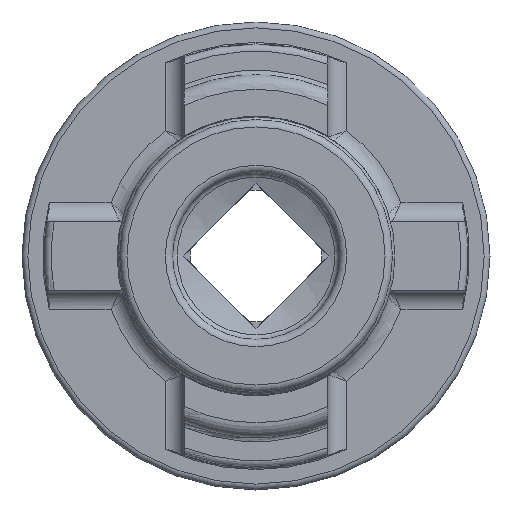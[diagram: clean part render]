
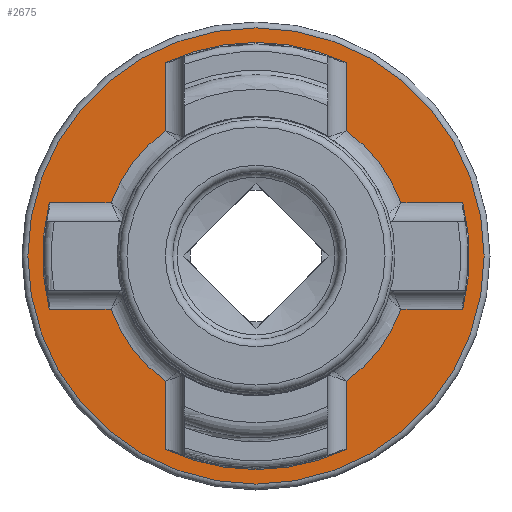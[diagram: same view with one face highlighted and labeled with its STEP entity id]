
A CAD part, left-side view. The second image highlights one B-rep face of the part: STEP entity #2675.
In plain terms, the highlighted planar face has unit normal (-1, 0, 0).
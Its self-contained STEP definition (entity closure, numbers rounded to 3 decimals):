
#20 = ORIENTED_EDGE ( 'NONE', *, *, #164, .T. ) ;
#31 = CARTESIAN_POINT ( 'NONE',  ( 23.8, 6.2, -13.218 ) ) ;
#37 = AXIS2_PLACEMENT_3D ( 'NONE', #3166, #3579, #417 ) ;
#55 = ORIENTED_EDGE ( 'NONE', *, *, #531, .T. ) ;
#60 = DIRECTION ( 'NONE',  ( 0., 0., 1. ) ) ;
#68 = CIRCLE ( 'NONE', #4946, 14.6 ) ;
#75 = CARTESIAN_POINT ( 'NONE',  ( 23.8, -14.136, 3.65 ) ) ;
#104 = DIRECTION ( 'NONE',  ( -1., 0., 0. ) ) ;
#111 = ORIENTED_EDGE ( 'NONE', *, *, #4559, .T. ) ;
#163 = CARTESIAN_POINT ( 'NONE',  ( 23.8, 6.2, 8.548 ) ) ;
#164 = EDGE_CURVE ( 'NONE', #3501, #4319, #2849, .T. ) ;
#183 = VERTEX_POINT ( 'NONE', #605 ) ;
#199 = CARTESIAN_POINT ( 'NONE',  ( 23.8, -14.41, 3.65 ) ) ;
#201 = EDGE_CURVE ( 'NONE', #4819, #2785, #4433, .T. ) ;
#230 = EDGE_CURVE ( 'NONE', #4819, #2866, #477, .T. ) ;
#254 = VERTEX_POINT ( 'NONE', #2225 ) ;
#269 = CARTESIAN_POINT ( 'NONE',  ( 23.8, 0., 0. ) ) ;
#285 = LINE ( 'NONE', #199, #4418 ) ;
#295 = CARTESIAN_POINT ( 'NONE',  ( 23.8, -6.2, 8.548 ) ) ;
#299 = CARTESIAN_POINT ( 'NONE',  ( 23.8, -6.2, 13.218 ) ) ;
#417 = DIRECTION ( 'NONE',  ( 0., 0., -1. ) ) ;
#464 = AXIS2_PLACEMENT_3D ( 'NONE', #1437, #2187, #1811 ) ;
#477 = CIRCLE ( 'NONE', #2232, 14.6 ) ;
#531 = EDGE_CURVE ( 'NONE', #2785, #254, #1836, .T. ) ;
#547 = VERTEX_POINT ( 'NONE', #2502 ) ;
#556 = DIRECTION ( 'NONE',  ( -1., 0., 0. ) ) ;
#559 = VECTOR ( 'NONE', #1733, 1000. ) ;
#561 = AXIS2_PLACEMENT_3D ( 'NONE', #269, #3801, #1420 ) ;
#564 = ORIENTED_EDGE ( 'NONE', *, *, #201, .T. ) ;
#605 = CARTESIAN_POINT ( 'NONE',  ( 23.8, 14.136, -3.65 ) ) ;
#675 = CARTESIAN_POINT ( 'NONE',  ( 23.8, 14.6, -3.65 ) ) ;
#811 = CARTESIAN_POINT ( 'NONE',  ( 23.8, -14.136, -3.65 ) ) ;
#947 = VERTEX_POINT ( 'NONE', #163 ) ;
#984 = ORIENTED_EDGE ( 'NONE', *, *, #1666, .T. ) ;
#989 = ORIENTED_EDGE ( 'NONE', *, *, #3802, .T. ) ;
#1016 = EDGE_CURVE ( 'NONE', #3067, #4814, #68, .T. ) ;
#1072 = DIRECTION ( 'NONE',  ( 0., 1., 0. ) ) ;
#1090 = VERTEX_POINT ( 'NONE', #299 ) ;
#1142 = CARTESIAN_POINT ( 'NONE',  ( 23.8, 9.909, 3.65 ) ) ;
#1257 = ORIENTED_EDGE ( 'NONE', *, *, #5220, .T. ) ;
#1281 = EDGE_CURVE ( 'NONE', #1754, #547, #2881, .T. ) ;
#1313 = ORIENTED_EDGE ( 'NONE', *, *, #4215, .T. ) ;
#1315 = DIRECTION ( 'NONE',  ( 1., 0., 0. ) ) ;
#1320 = CARTESIAN_POINT ( 'NONE',  ( 23.8, 0., 0. ) ) ;
#1420 = DIRECTION ( 'NONE',  ( 0., 0., 1. ) ) ;
#1437 = CARTESIAN_POINT ( 'NONE',  ( 23.8, 0., 0. ) ) ;
#1458 = ORIENTED_EDGE ( 'NONE', *, *, #4528, .T. ) ;
#1537 = CARTESIAN_POINT ( 'NONE',  ( 23.8, 14.136, 3.65 ) ) ;
#1599 = CARTESIAN_POINT ( 'NONE',  ( 23.8, 0., 15.6 ) ) ;
#1635 = LINE ( 'NONE', #675, #1761 ) ;
#1666 = EDGE_CURVE ( 'NONE', #5216, #5216, #2567, .T. ) ;
#1671 = ORIENTED_EDGE ( 'NONE', *, *, #4728, .T. ) ;
#1731 = EDGE_LOOP ( 'NONE', ( #4000, #564, #55, #1671, #3099, #1458, #3908, #1313, #2220, #3478, #1257, #989, #3469, #111, #20, #3186 ) ) ;
#1733 = DIRECTION ( 'NONE',  ( 0., 0., -1. ) ) ;
#1744 = DIRECTION ( 'NONE',  ( 1., 0., 0. ) ) ;
#1754 = VERTEX_POINT ( 'NONE', #4711 ) ;
#1761 = VECTOR ( 'NONE', #1072, 1000. ) ;
#1801 = VERTEX_POINT ( 'NONE', #3928 ) ;
#1803 = LINE ( 'NONE', #4134, #559 ) ;
#1811 = DIRECTION ( 'NONE',  ( 0., 0., -1. ) ) ;
#1836 = CIRCLE ( 'NONE', #4194, 10.56 ) ;
#1988 = CARTESIAN_POINT ( 'NONE',  ( 23.8, 6.2, 0. ) ) ;
#2062 = CARTESIAN_POINT ( 'NONE',  ( 23.8, 0., 0. ) ) ;
#2178 = DIRECTION ( 'NONE',  ( 0., -1., 0. ) ) ;
#2187 = DIRECTION ( 'NONE',  ( 1., 0., 0. ) ) ;
#2208 = CARTESIAN_POINT ( 'NONE',  ( 23.8, 0., 0. ) ) ;
#2220 = ORIENTED_EDGE ( 'NONE', *, *, #4689, .F. ) ;
#2225 = CARTESIAN_POINT ( 'NONE',  ( 23.8, -6.2, -8.548 ) ) ;
#2232 = AXIS2_PLACEMENT_3D ( 'NONE', #2208, #2618, #3357 ) ;
#2237 = CIRCLE ( 'NONE', #4334, 14.6 ) ;
#2267 = FACE_OUTER_BOUND ( 'NONE', #4897, .T. ) ;
#2319 = AXIS2_PLACEMENT_3D ( 'NONE', #4193, #5014, #2627 ) ;
#2455 = CARTESIAN_POINT ( 'NONE',  ( 23.8, -9.909, -3.65 ) ) ;
#2460 = DIRECTION ( 'NONE',  ( -1., 0., 0. ) ) ;
#2468 = DIRECTION ( 'NONE',  ( 0., 0., -1. ) ) ;
#2490 = LINE ( 'NONE', #3230, #4196 ) ;
#2502 = CARTESIAN_POINT ( 'NONE',  ( 23.8, 9.909, -3.65 ) ) ;
#2545 = CARTESIAN_POINT ( 'NONE',  ( 23.8, 0., 0. ) ) ;
#2567 = CIRCLE ( 'NONE', #561, 15.6 ) ;
#2583 = VERTEX_POINT ( 'NONE', #1142 ) ;
#2618 = DIRECTION ( 'NONE',  ( -1., 0., 0. ) ) ;
#2627 = DIRECTION ( 'NONE',  ( 0., 0., -1. ) ) ;
#2675 = ADVANCED_FACE ( 'NONE', ( #3972, #2267 ), #2941, .F. ) ;
#2733 = EDGE_CURVE ( 'NONE', #3422, #2583, #2835, .T. ) ;
#2785 = VERTEX_POINT ( 'NONE', #2455 ) ;
#2835 = LINE ( 'NONE', #5146, #4083 ) ;
#2849 = CIRCLE ( 'NONE', #464, 10.56 ) ;
#2866 = VERTEX_POINT ( 'NONE', #75 ) ;
#2881 = CIRCLE ( 'NONE', #4677, 10.56 ) ;
#2883 = VECTOR ( 'NONE', #4473, 1000. ) ;
#2941 = PLANE ( 'NONE',  #2319 ) ;
#2944 = DIRECTION ( 'NONE',  ( 0., 0., -1. ) ) ;
#3067 = VERTEX_POINT ( 'NONE', #31 ) ;
#3099 = ORIENTED_EDGE ( 'NONE', *, *, #1016, .F. ) ;
#3144 = VECTOR ( 'NONE', #4958, 1000. ) ;
#3166 = CARTESIAN_POINT ( 'NONE',  ( 23.8, 0., 0. ) ) ;
#3186 = ORIENTED_EDGE ( 'NONE', *, *, #3257, .T. ) ;
#3230 = CARTESIAN_POINT ( 'NONE',  ( 23.8, -6.2, 7.857 ) ) ;
#3253 = CARTESIAN_POINT ( 'NONE',  ( 23.8, 6.2, 0. ) ) ;
#3257 = EDGE_CURVE ( 'NONE', #4319, #2866, #285, .T. ) ;
#3316 = DIRECTION ( 'NONE',  ( 0., 0., 1. ) ) ;
#3357 = DIRECTION ( 'NONE',  ( 0., 0., 1. ) ) ;
#3412 = CIRCLE ( 'NONE', #37, 10.56 ) ;
#3422 = VERTEX_POINT ( 'NONE', #1537 ) ;
#3469 = ORIENTED_EDGE ( 'NONE', *, *, #4431, .F. ) ;
#3478 = ORIENTED_EDGE ( 'NONE', *, *, #2733, .T. ) ;
#3501 = VERTEX_POINT ( 'NONE', #295 ) ;
#3533 = DIRECTION ( 'NONE',  ( 0., -1., 0. ) ) ;
#3579 = DIRECTION ( 'NONE',  ( 1., 0., 0. ) ) ;
#3580 = CARTESIAN_POINT ( 'NONE',  ( 23.8, -6.2, -13.218 ) ) ;
#3630 = VECTOR ( 'NONE', #3951, 1000. ) ;
#3689 = DIRECTION ( 'NONE',  ( 0., 0., 1. ) ) ;
#3709 = CARTESIAN_POINT ( 'NONE',  ( 23.8, 0., 0. ) ) ;
#3800 = CARTESIAN_POINT ( 'NONE',  ( 23.8, -8.957, -3.65 ) ) ;
#3801 = DIRECTION ( 'NONE',  ( -1., 0., 0. ) ) ;
#3802 = EDGE_CURVE ( 'NONE', #947, #1801, #4209, .T. ) ;
#3878 = DIRECTION ( 'NONE',  ( 0., 0., -1. ) ) ;
#3908 = ORIENTED_EDGE ( 'NONE', *, *, #1281, .T. ) ;
#3928 = CARTESIAN_POINT ( 'NONE',  ( 23.8, 6.2, 13.218 ) ) ;
#3951 = DIRECTION ( 'NONE',  ( 0., 0., 1. ) ) ;
#3972 = FACE_BOUND ( 'NONE', #1731, .T. ) ;
#4000 = ORIENTED_EDGE ( 'NONE', *, *, #230, .F. ) ;
#4083 = VECTOR ( 'NONE', #3533, 1000. ) ;
#4134 = CARTESIAN_POINT ( 'NONE',  ( 23.8, -6.2, -13.753 ) ) ;
#4193 = CARTESIAN_POINT ( 'NONE',  ( 23.8, 14.6, 0. ) ) ;
#4194 = AXIS2_PLACEMENT_3D ( 'NONE', #1320, #1744, #2944 ) ;
#4196 = VECTOR ( 'NONE', #3878, 1000. ) ;
#4207 = AXIS2_PLACEMENT_3D ( 'NONE', #3709, #104, #3689 ) ;
#4209 = LINE ( 'NONE', #3253, #2883 ) ;
#4215 = EDGE_CURVE ( 'NONE', #547, #183, #1635, .T. ) ;
#4319 = VERTEX_POINT ( 'NONE', #4537 ) ;
#4334 = AXIS2_PLACEMENT_3D ( 'NONE', #4875, #2460, #60 ) ;
#4418 = VECTOR ( 'NONE', #2178, 1000. ) ;
#4431 = EDGE_CURVE ( 'NONE', #1090, #1801, #2237, .T. ) ;
#4433 = LINE ( 'NONE', #3800, #3144 ) ;
#4448 = CIRCLE ( 'NONE', #4207, 14.6 ) ;
#4473 = DIRECTION ( 'NONE',  ( 0., 0., 1. ) ) ;
#4528 = EDGE_CURVE ( 'NONE', #3067, #1754, #4635, .T. ) ;
#4537 = CARTESIAN_POINT ( 'NONE',  ( 23.8, -9.909, 3.65 ) ) ;
#4559 = EDGE_CURVE ( 'NONE', #1090, #3501, #2490, .T. ) ;
#4635 = LINE ( 'NONE', #1988, #3630 ) ;
#4677 = AXIS2_PLACEMENT_3D ( 'NONE', #2062, #1315, #2468 ) ;
#4689 = EDGE_CURVE ( 'NONE', #3422, #183, #4448, .T. ) ;
#4711 = CARTESIAN_POINT ( 'NONE',  ( 23.8, 6.2, -8.548 ) ) ;
#4728 = EDGE_CURVE ( 'NONE', #254, #4814, #1803, .T. ) ;
#4814 = VERTEX_POINT ( 'NONE', #3580 ) ;
#4819 = VERTEX_POINT ( 'NONE', #811 ) ;
#4875 = CARTESIAN_POINT ( 'NONE',  ( 23.8, 0., 0. ) ) ;
#4897 = EDGE_LOOP ( 'NONE', ( #984 ) ) ;
#4946 = AXIS2_PLACEMENT_3D ( 'NONE', #2545, #556, #3316 ) ;
#4958 = DIRECTION ( 'NONE',  ( 0., 1., 0. ) ) ;
#5014 = DIRECTION ( 'NONE',  ( 1., 0., 0. ) ) ;
#5146 = CARTESIAN_POINT ( 'NONE',  ( 23.8, 14.6, 3.65 ) ) ;
#5216 = VERTEX_POINT ( 'NONE', #1599 ) ;
#5220 = EDGE_CURVE ( 'NONE', #2583, #947, #3412, .T. ) ;
